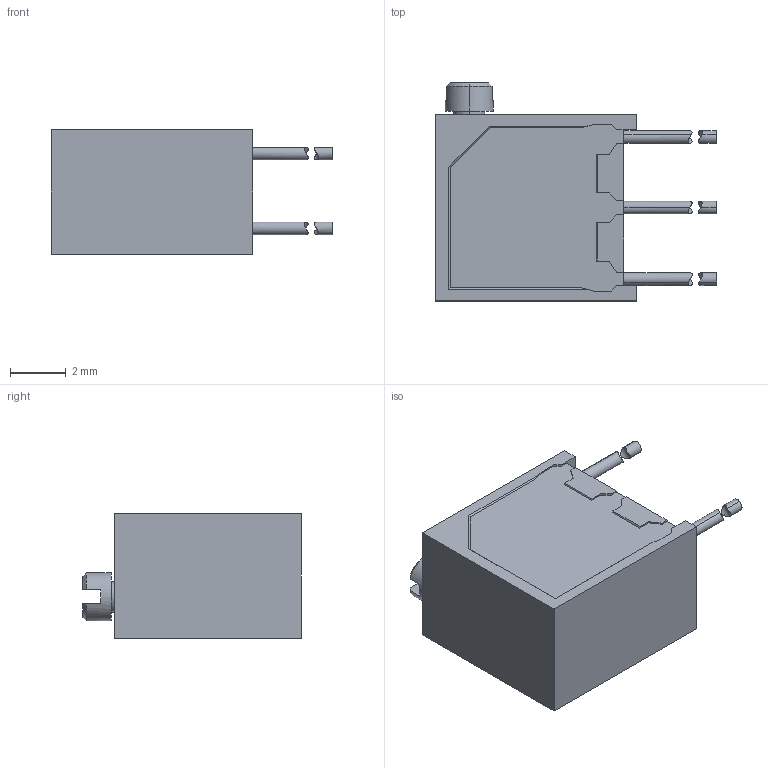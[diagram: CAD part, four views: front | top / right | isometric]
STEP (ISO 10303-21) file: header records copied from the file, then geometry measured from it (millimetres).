
FILE_DESCRIPTION((''),'2;1');
FILE_NAME('_3266X001','2012-10-25T',('stevec'),('Bourns, Inc.'),'PRO/ENGINEER BY PARAMETRIC TECHNOLOGY CORPORATION, 2012230','PRO/ENGINEER BY PARAMETRIC TECHNOLOGY CORPORATION, 2012230','');
FILE_SCHEMA(('CONFIG_CONTROL_DESIGN'));
Length unit declared in the file: inch
Products named in the file (1): _3266X001
Bounding box: 10.12 x 7.85 x 4.5 mm (x, y, z)
Volume: 208.5 mm3; surface area: 245.8 mm2
Topology: 4 solids, 4 shells, 74 faces, 175 edges, 116 vertices
Faces by surface type: plane 48, cylinder 22, cone 4
Entity records: 2472 total; most frequent: CARTESIAN_POINT 724, ORIENTED_EDGE 350, DIRECTION 335, EDGE_CURVE 175, VECTOR 131, LINE 131, VERTEX_POINT 116, AXIS2_PLACEMENT_3D 102
